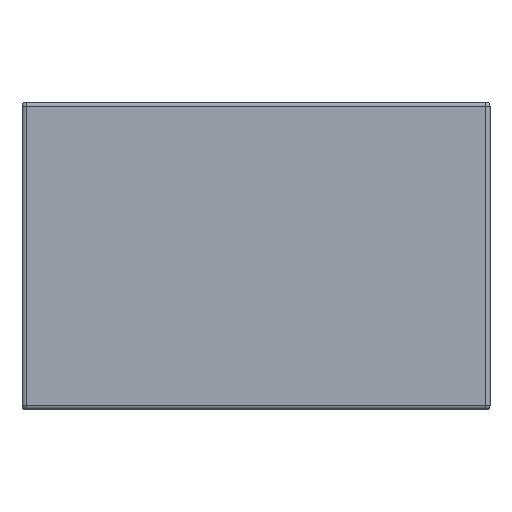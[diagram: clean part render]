
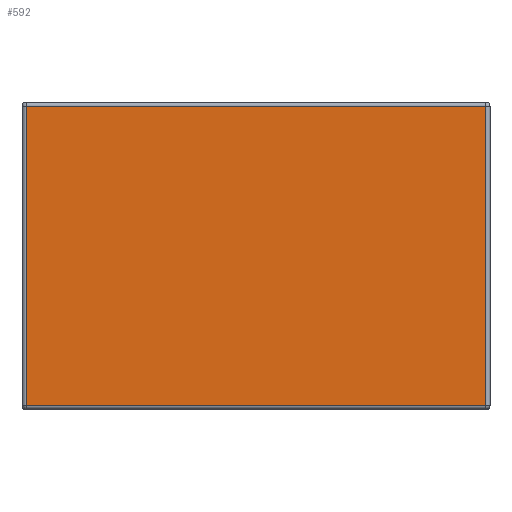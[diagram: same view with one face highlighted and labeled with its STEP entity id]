
A CAD part, top view. The second image highlights one B-rep face of the part: STEP entity #592.
In plain terms, the highlighted planar face has unit normal (0, 0, 1).
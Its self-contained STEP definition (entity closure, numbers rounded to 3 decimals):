
#592 = ADVANCED_FACE( '', ( #1245 ), #1246, .T. );
#1245 = FACE_OUTER_BOUND( '', #1989, .T. );
#1246 = PLANE( '', #1990 );
#1989 = EDGE_LOOP( '', ( #4196, #4197, #4198, #4199 ) );
#1990 = AXIS2_PLACEMENT_3D( '', #4200, #4201, #4202 );
#4196 = ORIENTED_EDGE( '', *, *, #5301, .T. );
#4197 = ORIENTED_EDGE( '', *, *, #5292, .T. );
#4198 = ORIENTED_EDGE( '', *, *, #5343, .T. );
#4199 = ORIENTED_EDGE( '', *, *, #5344, .T. );
#4200 = CARTESIAN_POINT( '', ( -5.75, -3.775, 4.845 ) );
#4201 = DIRECTION( '', ( 0., 0., 1. ) );
#4202 = DIRECTION( '', ( 1., 0., 0. ) );
#5292 = EDGE_CURVE( '', #6178, #6359, #6402, .T. );
#5301 = EDGE_CURVE( '', #5598, #6178, #6411, .T. );
#5343 = EDGE_CURVE( '', #6359, #5462, #6458, .T. );
#5344 = EDGE_CURVE( '', #5462, #5598, #6459, .T. );
#5462 = VERTEX_POINT( '', #6660 );
#5598 = VERTEX_POINT( '', #7007 );
#6178 = VERTEX_POINT( '', #8640 );
#6359 = VERTEX_POINT( '', #9035 );
#6402 = LINE( '', #9134, #9135 );
#6411 = LINE( '', #9151, #9152 );
#6458 = LINE( '', #9243, #9244 );
#6459 = LINE( '', #9245, #9246 );
#6660 = CARTESIAN_POINT( '', ( -5.65, -3.675, 4.845 ) );
#7007 = CARTESIAN_POINT( '', ( 5.65, -3.675, 4.845 ) );
#8640 = CARTESIAN_POINT( '', ( 5.65, 3.675, 4.845 ) );
#9035 = CARTESIAN_POINT( '', ( -5.65, 3.675, 4.845 ) );
#9134 = CARTESIAN_POINT( '', ( -5.75, 3.675, 4.845 ) );
#9135 = VECTOR( '', #9613, 1000. );
#9151 = CARTESIAN_POINT( '', ( 5.65, 3.775, 4.845 ) );
#9152 = VECTOR( '', #9615, 1000. );
#9243 = CARTESIAN_POINT( '', ( -5.65, -3.775, 4.845 ) );
#9244 = VECTOR( '', #9627, 1000. );
#9245 = CARTESIAN_POINT( '', ( 5.75, -3.675, 4.845 ) );
#9246 = VECTOR( '', #9628, 1000. );
#9613 = DIRECTION( '', ( -1., 0., 0. ) );
#9615 = DIRECTION( '', ( 0., 1., 0. ) );
#9627 = DIRECTION( '', ( 0., -1., 0. ) );
#9628 = DIRECTION( '', ( 1., 0., 0. ) );
